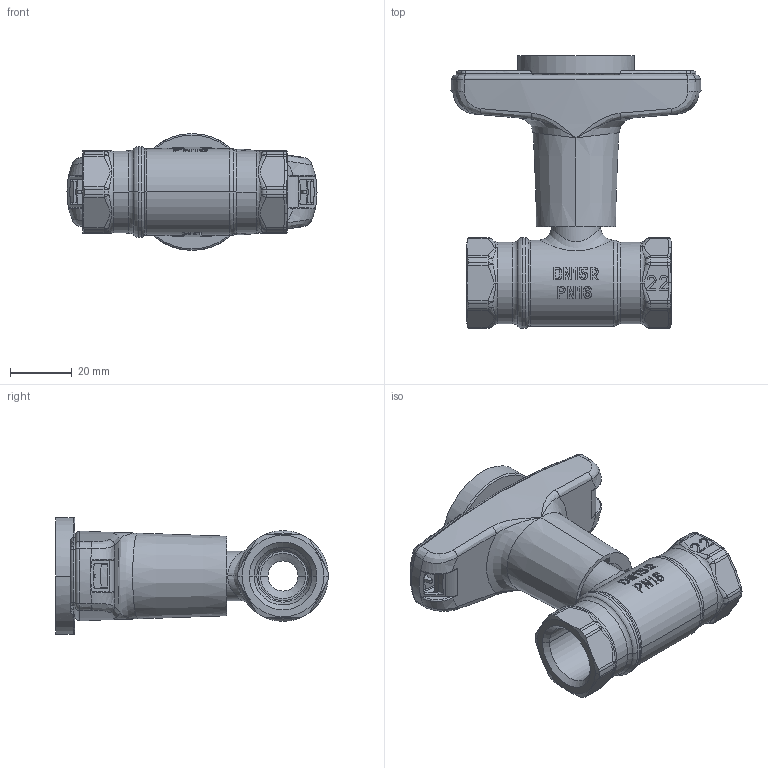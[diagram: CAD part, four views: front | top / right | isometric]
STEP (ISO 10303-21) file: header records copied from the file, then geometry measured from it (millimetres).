
FILE_DESCRIPTION((''),'2;1');
FILE_NAME('0670-02-000-THERMOMET_SW0001','2012-11-19T',('marann'),(''),'PRO/ENGINEER BY PARAMETRIC TECHNOLOGY CORPORATION, 2011490','PRO/ENGINEER BY PARAMETRIC TECHNOLOGY CORPORATION, 2011490','');
FILE_SCHEMA(('CONFIG_CONTROL_DESIGN'));
Length unit declared in the file: millimetre
Products named in the file (1): 0670-02-000-THERMOMET_SW0001
Bounding box: 81.3 x 88.7 x 38 mm (x, y, z)
Volume: 44859.7 mm3; surface area: 38188.1 mm2
Topology: 2 solids, 3 shells, 2252 faces, 6116 edges, 3958 vertices
Faces by surface type: plane 1661, cylinder 255, bspline 124, torus 93, cone 71, sphere 44, extrusion 4
Entity records: 77025 total; most frequent: CARTESIAN_POINT 21110, ORIENTED_EDGE 12232, DIRECTION 10690, EDGE_CURVE 6116, VECTOR 4584, LINE 4580, VERTEX_POINT 3958, AXIS2_PLACEMENT_3D 3053
